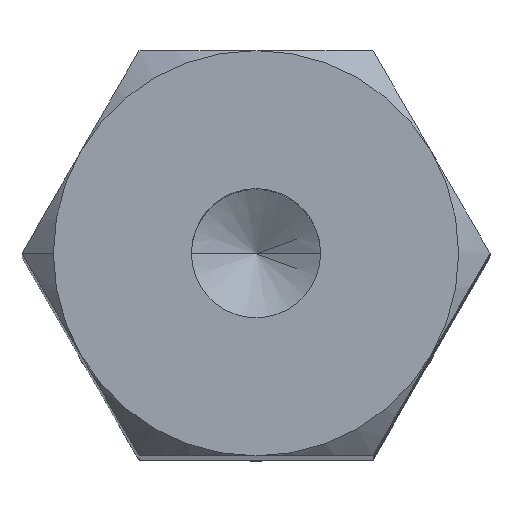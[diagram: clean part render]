
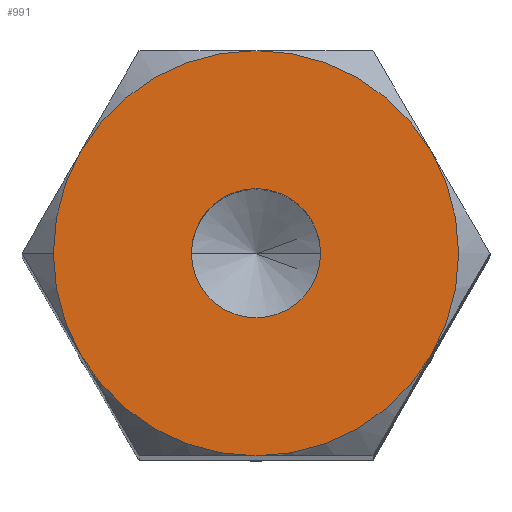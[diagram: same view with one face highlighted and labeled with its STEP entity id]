
A CAD part, top view. The second image highlights one B-rep face of the part: STEP entity #991.
In plain terms, the highlighted planar face has unit normal (0, 0, 1).
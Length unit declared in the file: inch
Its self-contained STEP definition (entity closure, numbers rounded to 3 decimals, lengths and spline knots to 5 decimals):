
#7 = DIRECTION ( 'NONE',  ( 0., 0., 1. ) ) ;
#33 = CIRCLE ( 'NONE', #646, 0.2495 ) ;
#73 = VERTEX_POINT ( 'NONE', #115 ) ;
#103 = DIRECTION ( 'NONE',  ( 1., 0., 0. ) ) ;
#115 = CARTESIAN_POINT ( 'NONE',  ( -0.21607, 0.12475, 3.003 ) ) ;
#131 = VERTEX_POINT ( 'NONE', #339 ) ;
#157 = DIRECTION ( 'NONE',  ( 0., 0., -1. ) ) ;
#178 = DIRECTION ( 'NONE',  ( 1., 0., 0. ) ) ;
#179 = AXIS2_PLACEMENT_3D ( 'NONE', #610, #516, #878 ) ;
#213 = DIRECTION ( 'NONE',  ( 0., 0., 1. ) ) ;
#227 = AXIS2_PLACEMENT_3D ( 'NONE', #1266, #213, #1373 ) ;
#242 = DIRECTION ( 'NONE',  ( 0., 0., -1. ) ) ;
#269 = CIRCLE ( 'NONE', #700, 0.0795 ) ;
#273 = VERTEX_POINT ( 'NONE', #435 ) ;
#276 = DIRECTION ( 'NONE',  ( 1., 0., 0. ) ) ;
#292 = CARTESIAN_POINT ( 'NONE',  ( 0., 0., 3.003 ) ) ;
#320 = ORIENTED_EDGE ( 'NONE', *, *, #1033, .F. ) ;
#339 = CARTESIAN_POINT ( 'NONE',  ( 0.21607, -0.12475, 3.003 ) ) ;
#346 = ORIENTED_EDGE ( 'NONE', *, *, #574, .F. ) ;
#386 = VERTEX_POINT ( 'NONE', #920 ) ;
#389 = ORIENTED_EDGE ( 'NONE', *, *, #1029, .F. ) ;
#393 = DIRECTION ( 'NONE',  ( 1., 0., 0. ) ) ;
#403 = CIRCLE ( 'NONE', #227, 0.0795 ) ;
#435 = CARTESIAN_POINT ( 'NONE',  ( 0., 0.2495, 3.003 ) ) ;
#447 = DIRECTION ( 'NONE',  ( 0., 0., -1. ) ) ;
#453 = FACE_OUTER_BOUND ( 'NONE', #1095, .T. ) ;
#454 = VERTEX_POINT ( 'NONE', #757 ) ;
#468 = VERTEX_POINT ( 'NONE', #1400 ) ;
#492 = FACE_BOUND ( 'NONE', #688, .T. ) ;
#501 = CARTESIAN_POINT ( 'NONE',  ( 0., 0., 3.003 ) ) ;
#507 = ORIENTED_EDGE ( 'NONE', *, *, #1204, .F. ) ;
#514 = DIRECTION ( 'NONE',  ( 0., 0., 1. ) ) ;
#516 = DIRECTION ( 'NONE',  ( 0., 0., -1. ) ) ;
#542 = DIRECTION ( 'NONE',  ( 0., 0., -1. ) ) ;
#566 = EDGE_CURVE ( 'NONE', #73, #273, #964, .T. ) ;
#574 = EDGE_CURVE ( 'NONE', #454, #386, #403, .T. ) ;
#599 = ORIENTED_EDGE ( 'NONE', *, *, #1000, .F. ) ;
#610 = CARTESIAN_POINT ( 'NONE',  ( 0., 0., 3.003 ) ) ;
#613 = ORIENTED_EDGE ( 'NONE', *, *, #1254, .F. ) ;
#628 = AXIS2_PLACEMENT_3D ( 'NONE', #1331, #447, #913 ) ;
#646 = AXIS2_PLACEMENT_3D ( 'NONE', #292, #1091, #103 ) ;
#673 = ORIENTED_EDGE ( 'NONE', *, *, #1261, .F. ) ;
#688 = EDGE_LOOP ( 'NONE', ( #389, #346 ) ) ;
#700 = AXIS2_PLACEMENT_3D ( 'NONE', #727, #514, #178 ) ;
#727 = CARTESIAN_POINT ( 'NONE',  ( 0., 0., 3.003 ) ) ;
#739 = AXIS2_PLACEMENT_3D ( 'NONE', #501, #157, #276 ) ;
#742 = CARTESIAN_POINT ( 'NONE',  ( 0., 0., 3.003 ) ) ;
#757 = CARTESIAN_POINT ( 'NONE',  ( -0.0795, 0., 3.003 ) ) ;
#802 = CIRCLE ( 'NONE', #1336, 0.2495 ) ;
#817 = CIRCLE ( 'NONE', #1342, 0.2495 ) ;
#825 = VERTEX_POINT ( 'NONE', #1271 ) ;
#878 = DIRECTION ( 'NONE',  ( 1., 0., 0. ) ) ;
#882 = CIRCLE ( 'NONE', #739, 0.2495 ) ;
#896 = DIRECTION ( 'NONE',  ( 1., 0., 0. ) ) ;
#902 = PLANE ( 'NONE',  #1024 ) ;
#911 = ORIENTED_EDGE ( 'NONE', *, *, #566, .F. ) ;
#913 = DIRECTION ( 'NONE',  ( 1., 0., 0. ) ) ;
#920 = CARTESIAN_POINT ( 'NONE',  ( 0.0795, 0., 3.003 ) ) ;
#937 = CARTESIAN_POINT ( 'NONE',  ( 0., 0., 3.003 ) ) ;
#939 = CARTESIAN_POINT ( 'NONE',  ( 0., 0., 3.003 ) ) ;
#953 = CARTESIAN_POINT ( 'NONE',  ( 0., 0., 3.003 ) ) ;
#964 = CIRCLE ( 'NONE', #179, 0.2495 ) ;
#991 = ADVANCED_FACE ( 'NONE', ( #492, #453 ), #902, .T. ) ;
#996 = ORIENTED_EDGE ( 'NONE', *, *, #1370, .F. ) ;
#1000 = EDGE_CURVE ( 'NONE', #825, #1235, #802, .T. ) ;
#1024 = AXIS2_PLACEMENT_3D ( 'NONE', #742, #7, #1355 ) ;
#1029 = EDGE_CURVE ( 'NONE', #386, #454, #269, .T. ) ;
#1033 = EDGE_CURVE ( 'NONE', #468, #131, #1404, .T. ) ;
#1038 = AXIS2_PLACEMENT_3D ( 'NONE', #953, #242, #1234 ) ;
#1091 = DIRECTION ( 'NONE',  ( 0., 0., -1. ) ) ;
#1095 = EDGE_LOOP ( 'NONE', ( #613, #320, #507, #911, #996, #673, #599 ) ) ;
#1105 = VERTEX_POINT ( 'NONE', #1315 ) ;
#1190 = CIRCLE ( 'NONE', #628, 0.2495 ) ;
#1204 = EDGE_CURVE ( 'NONE', #273, #468, #817, .T. ) ;
#1216 = DIRECTION ( 'NONE',  ( 0., 0., -1. ) ) ;
#1234 = DIRECTION ( 'NONE',  ( 1., 0., 0. ) ) ;
#1235 = VERTEX_POINT ( 'NONE', #1387 ) ;
#1254 = EDGE_CURVE ( 'NONE', #131, #825, #882, .T. ) ;
#1261 = EDGE_CURVE ( 'NONE', #1235, #1105, #33, .T. ) ;
#1266 = CARTESIAN_POINT ( 'NONE',  ( 0., 0., 3.003 ) ) ;
#1271 = CARTESIAN_POINT ( 'NONE',  ( 0., -0.2495, 3.003 ) ) ;
#1315 = CARTESIAN_POINT ( 'NONE',  ( -0.2495, 0., 3.003 ) ) ;
#1331 = CARTESIAN_POINT ( 'NONE',  ( 0., 0., 3.003 ) ) ;
#1336 = AXIS2_PLACEMENT_3D ( 'NONE', #939, #542, #393 ) ;
#1342 = AXIS2_PLACEMENT_3D ( 'NONE', #937, #1216, #896 ) ;
#1355 = DIRECTION ( 'NONE',  ( 1., 0., 0. ) ) ;
#1370 = EDGE_CURVE ( 'NONE', #1105, #73, #1190, .T. ) ;
#1373 = DIRECTION ( 'NONE',  ( 1., 0., 0. ) ) ;
#1387 = CARTESIAN_POINT ( 'NONE',  ( -0.21607, -0.12475, 3.003 ) ) ;
#1400 = CARTESIAN_POINT ( 'NONE',  ( 0.21607, 0.12475, 3.003 ) ) ;
#1404 = CIRCLE ( 'NONE', #1038, 0.2495 ) ;
